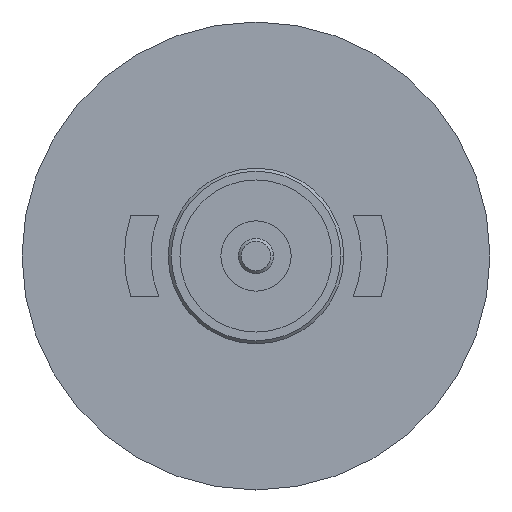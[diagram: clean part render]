
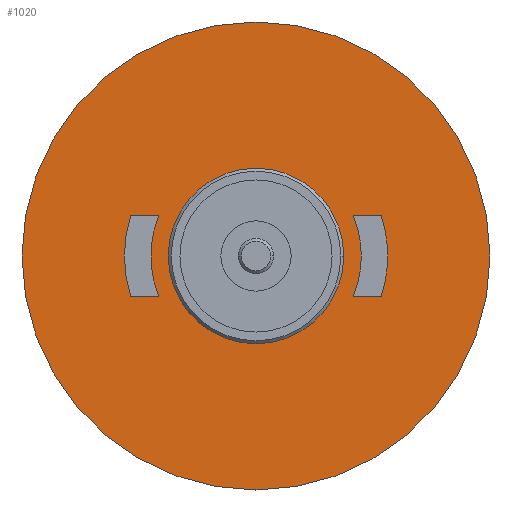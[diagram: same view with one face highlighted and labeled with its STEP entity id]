
A CAD part, front view. The second image highlights one B-rep face of the part: STEP entity #1020.
In plain terms, the highlighted planar face has unit normal (0, -1, 0).
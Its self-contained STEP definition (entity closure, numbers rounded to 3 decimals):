
#11 = CARTESIAN_POINT ( 'NONE',  ( 0., -5., 0. ) ) ;
#24 = DIRECTION ( 'NONE',  ( 0., 1., 0. ) ) ;
#48 = EDGE_CURVE ( 'NONE', #376, #509, #384, .T. ) ;
#67 = DIRECTION ( 'NONE',  ( 0., 1., 0. ) ) ;
#84 = CIRCLE ( 'NONE', #567, 2.25 ) ;
#86 = CARTESIAN_POINT ( 'NONE',  ( 0., -5., 0. ) ) ;
#148 = EDGE_LOOP ( 'NONE', ( #1844, #1761, #310, #468 ) ) ;
#163 = VERTEX_POINT ( 'NONE', #443 ) ;
#173 = VERTEX_POINT ( 'NONE', #2132 ) ;
#176 = DIRECTION ( 'NONE',  ( 0.921, 0., -0.389 ) ) ;
#178 = EDGE_CURVE ( 'NONE', #207, #997, #837, .T. ) ;
#191 = FACE_BOUND ( 'NONE', #148, .T. ) ;
#196 = EDGE_LOOP ( 'NONE', ( #1309, #1109 ) ) ;
#207 = VERTEX_POINT ( 'NONE', #1459 ) ;
#208 = EDGE_CURVE ( 'NONE', #1549, #288, #933, .T. ) ;
#288 = VERTEX_POINT ( 'NONE', #1679 ) ;
#302 = DIRECTION ( 'NONE',  ( -0.921, 0., 0.389 ) ) ;
#310 = ORIENTED_EDGE ( 'NONE', *, *, #833, .T. ) ;
#352 = CARTESIAN_POINT ( 'NONE',  ( -2.138, -5., -0.7 ) ) ;
#354 = FACE_OUTER_BOUND ( 'NONE', #1506, .T. ) ;
#376 = VERTEX_POINT ( 'NONE', #1203 ) ;
#382 = DIRECTION ( 'NONE',  ( 0., 1., 0. ) ) ;
#384 = LINE ( 'NONE', #1054, #1933 ) ;
#396 = DIRECTION ( 'NONE',  ( 0.95, 0., 0.311 ) ) ;
#428 = EDGE_CURVE ( 'NONE', #997, #509, #84, .T. ) ;
#436 = CARTESIAN_POINT ( 'NONE',  ( -2.138, -5., -0.7 ) ) ;
#442 = CARTESIAN_POINT ( 'NONE',  ( 0., -5., 0. ) ) ;
#443 = CARTESIAN_POINT ( 'NONE',  ( -1.658, -5., -0.7 ) ) ;
#453 = AXIS2_PLACEMENT_3D ( 'NONE', #1890, #382, #1048 ) ;
#455 = ORIENTED_EDGE ( 'NONE', *, *, #2167, .T. ) ;
#468 = ORIENTED_EDGE ( 'NONE', *, *, #853, .F. ) ;
#491 = CIRCLE ( 'NONE', #453, 1.5 ) ;
#502 = CARTESIAN_POINT ( 'NONE',  ( 2.25, -5., 0. ) ) ;
#509 = VERTEX_POINT ( 'NONE', #1077 ) ;
#567 = AXIS2_PLACEMENT_3D ( 'NONE', #1221, #1903, #396 ) ;
#594 = LINE ( 'NONE', #1264, #1839 ) ;
#612 = CARTESIAN_POINT ( 'NONE',  ( 0., -5., 0. ) ) ;
#626 = DIRECTION ( 'NONE',  ( 0., -1., 0. ) ) ;
#629 = VERTEX_POINT ( 'NONE', #2014 ) ;
#668 = DIRECTION ( 'NONE',  ( 0., -1., 0. ) ) ;
#679 = EDGE_CURVE ( 'NONE', #1120, #173, #1731, .T. ) ;
#682 = DIRECTION ( 'NONE',  ( 1., 0., 0. ) ) ;
#697 = AXIS2_PLACEMENT_3D ( 'NONE', #1002, #1678, #176 ) ;
#699 = CIRCLE ( 'NONE', #697, 1.8 ) ;
#725 = DIRECTION ( 'NONE',  ( 1., 0., 0. ) ) ;
#742 = DIRECTION ( 'NONE',  ( 0., -1., 0. ) ) ;
#770 = LINE ( 'NONE', #1446, #1759 ) ;
#787 = EDGE_CURVE ( 'NONE', #207, #1137, #594, .T. ) ;
#833 = EDGE_CURVE ( 'NONE', #1290, #957, #1691, .T. ) ;
#837 = CIRCLE ( 'NONE', #1434, 2.25 ) ;
#847 = PLANE ( 'NONE',  #1331 ) ;
#853 = EDGE_CURVE ( 'NONE', #629, #957, #770, .T. ) ;
#875 = AXIS2_PLACEMENT_3D ( 'NONE', #2142, #626, #1295 ) ;
#878 = CIRCLE ( 'NONE', #1019, 1.8 ) ;
#933 = CIRCLE ( 'NONE', #875, 4. ) ;
#945 = ORIENTED_EDGE ( 'NONE', *, *, #428, .T. ) ;
#957 = VERTEX_POINT ( 'NONE', #1652 ) ;
#997 = VERTEX_POINT ( 'NONE', #502 ) ;
#1002 = CARTESIAN_POINT ( 'NONE',  ( 0., -5., 0. ) ) ;
#1003 = EDGE_CURVE ( 'NONE', #1993, #1137, #699, .T. ) ;
#1012 = DIRECTION ( 'NONE',  ( 1., 0., 0. ) ) ;
#1014 = FACE_BOUND ( 'NONE', #196, .T. ) ;
#1019 = AXIS2_PLACEMENT_3D ( 'NONE', #1128, #1805, #302 ) ;
#1020 = ADVANCED_FACE ( 'NONE', ( #354, #1014, #1688, #191 ), #847, .F. ) ;
#1048 = DIRECTION ( 'NONE',  ( -1., 0., 0. ) ) ;
#1054 = CARTESIAN_POINT ( 'NONE',  ( 1.658, -5., -0.7 ) ) ;
#1077 = CARTESIAN_POINT ( 'NONE',  ( 2.138, -5., -0.7 ) ) ;
#1102 = EDGE_CURVE ( 'NONE', #173, #1120, #491, .T. ) ;
#1105 = DIRECTION ( 'NONE',  ( 0., 1., 0. ) ) ;
#1109 = ORIENTED_EDGE ( 'NONE', *, *, #679, .T. ) ;
#1120 = VERTEX_POINT ( 'NONE', #1719 ) ;
#1124 = ORIENTED_EDGE ( 'NONE', *, *, #208, .T. ) ;
#1128 = CARTESIAN_POINT ( 'NONE',  ( 0., -5., 0. ) ) ;
#1137 = VERTEX_POINT ( 'NONE', #1218 ) ;
#1143 = CIRCLE ( 'NONE', #2179, 1.8 ) ;
#1203 = CARTESIAN_POINT ( 'NONE',  ( 1.658, -5., -0.7 ) ) ;
#1218 = CARTESIAN_POINT ( 'NONE',  ( 1.658, -5., 0.7 ) ) ;
#1221 = CARTESIAN_POINT ( 'NONE',  ( 0., -5., 0. ) ) ;
#1249 = AXIS2_PLACEMENT_3D ( 'NONE', #86, #742, #1416 ) ;
#1264 = CARTESIAN_POINT ( 'NONE',  ( 2.138, -5., 0.7 ) ) ;
#1282 = DIRECTION ( 'NONE',  ( 0., 1., 0. ) ) ;
#1290 = VERTEX_POINT ( 'NONE', #436 ) ;
#1295 = DIRECTION ( 'NONE',  ( -1., 0., 0. ) ) ;
#1299 = ORIENTED_EDGE ( 'NONE', *, *, #48, .F. ) ;
#1309 = ORIENTED_EDGE ( 'NONE', *, *, #1102, .T. ) ;
#1310 = ORIENTED_EDGE ( 'NONE', *, *, #178, .T. ) ;
#1318 = CIRCLE ( 'NONE', #1249, 4. ) ;
#1320 = ORIENTED_EDGE ( 'NONE', *, *, #1003, .T. ) ;
#1331 = AXIS2_PLACEMENT_3D ( 'NONE', #1522, #24, #682 ) ;
#1343 = EDGE_LOOP ( 'NONE', ( #1673, #1310, #945, #1299, #1813, #1320 ) ) ;
#1344 = DIRECTION ( 'NONE',  ( 0.921, 0., -0.389 ) ) ;
#1352 = CARTESIAN_POINT ( 'NONE',  ( 1.8, -5., 0. ) ) ;
#1354 = CARTESIAN_POINT ( 'NONE',  ( -4., -5., 0. ) ) ;
#1379 = EDGE_CURVE ( 'NONE', #629, #163, #878, .T. ) ;
#1416 = DIRECTION ( 'NONE',  ( 1., 0., 0. ) ) ;
#1434 = AXIS2_PLACEMENT_3D ( 'NONE', #612, #1282, #1963 ) ;
#1446 = CARTESIAN_POINT ( 'NONE',  ( -1.658, -5., 0.7 ) ) ;
#1459 = CARTESIAN_POINT ( 'NONE',  ( 2.138, -5., 0.7 ) ) ;
#1506 = EDGE_LOOP ( 'NONE', ( #1124, #455 ) ) ;
#1522 = CARTESIAN_POINT ( 'NONE',  ( 0., -5., 0. ) ) ;
#1549 = VERTEX_POINT ( 'NONE', #1354 ) ;
#1563 = CARTESIAN_POINT ( 'NONE',  ( 0., -5., 0. ) ) ;
#1652 = CARTESIAN_POINT ( 'NONE',  ( -2.138, -5., 0.7 ) ) ;
#1673 = ORIENTED_EDGE ( 'NONE', *, *, #787, .F. ) ;
#1678 = DIRECTION ( 'NONE',  ( 0., -1., 0. ) ) ;
#1679 = CARTESIAN_POINT ( 'NONE',  ( 4., -5., 0. ) ) ;
#1688 = FACE_BOUND ( 'NONE', #1343, .T. ) ;
#1691 = CIRCLE ( 'NONE', #1724, 2.25 ) ;
#1719 = CARTESIAN_POINT ( 'NONE',  ( 1.5, -5., 0. ) ) ;
#1724 = AXIS2_PLACEMENT_3D ( 'NONE', #442, #1105, #1783 ) ;
#1726 = DIRECTION ( 'NONE',  ( 1., 0., 0. ) ) ;
#1731 = CIRCLE ( 'NONE', #1763, 1.5 ) ;
#1759 = VECTOR ( 'NONE', #2131, 1000. ) ;
#1761 = ORIENTED_EDGE ( 'NONE', *, *, #1989, .F. ) ;
#1763 = AXIS2_PLACEMENT_3D ( 'NONE', #1563, #67, #725 ) ;
#1783 = DIRECTION ( 'NONE',  ( -0.95, 0., -0.311 ) ) ;
#1805 = DIRECTION ( 'NONE',  ( 0., -1., 0. ) ) ;
#1813 = ORIENTED_EDGE ( 'NONE', *, *, #1974, .T. ) ;
#1839 = VECTOR ( 'NONE', #1943, 1000. ) ;
#1844 = ORIENTED_EDGE ( 'NONE', *, *, #1379, .T. ) ;
#1856 = LINE ( 'NONE', #352, #2072 ) ;
#1890 = CARTESIAN_POINT ( 'NONE',  ( 0., -5., 0. ) ) ;
#1903 = DIRECTION ( 'NONE',  ( 0., 1., 0. ) ) ;
#1933 = VECTOR ( 'NONE', #1726, 1000. ) ;
#1943 = DIRECTION ( 'NONE',  ( -1., 0., 0. ) ) ;
#1963 = DIRECTION ( 'NONE',  ( 0.95, 0., 0.311 ) ) ;
#1974 = EDGE_CURVE ( 'NONE', #376, #1993, #1143, .T. ) ;
#1989 = EDGE_CURVE ( 'NONE', #1290, #163, #1856, .T. ) ;
#1993 = VERTEX_POINT ( 'NONE', #1352 ) ;
#2014 = CARTESIAN_POINT ( 'NONE',  ( -1.658, -5., 0.7 ) ) ;
#2072 = VECTOR ( 'NONE', #1012, 1000. ) ;
#2131 = DIRECTION ( 'NONE',  ( -1., 0., 0. ) ) ;
#2132 = CARTESIAN_POINT ( 'NONE',  ( -1.5, -5., 0. ) ) ;
#2142 = CARTESIAN_POINT ( 'NONE',  ( 0., -5., 0. ) ) ;
#2167 = EDGE_CURVE ( 'NONE', #288, #1549, #1318, .T. ) ;
#2179 = AXIS2_PLACEMENT_3D ( 'NONE', #11, #668, #1344 ) ;
